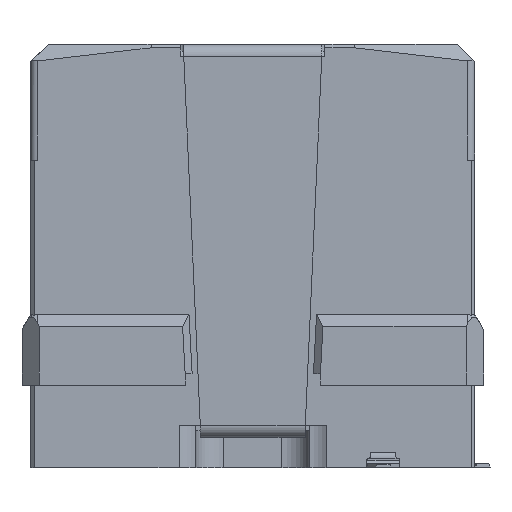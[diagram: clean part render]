
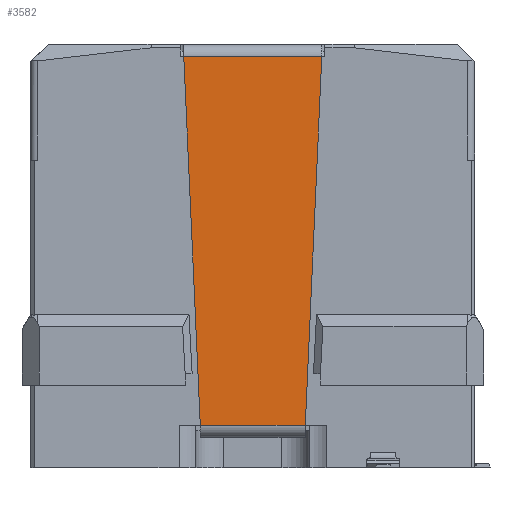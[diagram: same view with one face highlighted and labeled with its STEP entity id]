
A CAD part, left-side view. The second image highlights one B-rep face of the part: STEP entity #3582.
In plain terms, the highlighted planar face has unit normal (-1, 0, 0).
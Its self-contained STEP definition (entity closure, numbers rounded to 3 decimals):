
#140 = DIRECTION ( 'NONE',  ( 0., 1., 0. ) ) ;
#331 = EDGE_CURVE ( 'NONE', #33337, #24097, #10213, .T. ) ;
#818 = CARTESIAN_POINT ( 'NONE',  ( -7.75, 0.98, 11.76 ) ) ;
#822 = VERTEX_POINT ( 'NONE', #17429 ) ;
#1819 = EDGE_CURVE ( 'NONE', #13332, #24097, #10538, .T. ) ;
#2487 = VECTOR ( 'NONE', #27716, 1000. ) ;
#2621 = CARTESIAN_POINT ( 'NONE',  ( -7.75, 5.53, 7.874 ) ) ;
#3582 = ADVANCED_FACE ( 'NONE', ( #27014 ), #6585, .F. ) ;
#4919 = DIRECTION ( 'NONE',  ( 0., -0.045, -0.999 ) ) ;
#5787 = VECTOR ( 'NONE', #140, 1000. ) ;
#6386 = ORIENTED_EDGE ( 'NONE', *, *, #10792, .F. ) ;
#6585 = PLANE ( 'NONE',  #10131 ) ;
#7589 = CARTESIAN_POINT ( 'NONE',  ( -7.75, 1.928, 7.917 ) ) ;
#7984 = LINE ( 'NONE', #17126, #2487 ) ;
#8108 = DIRECTION ( 'NONE',  ( 0., 0.045, 0.999 ) ) ;
#8644 = EDGE_LOOP ( 'NONE', ( #30205, #13788, #30811, #11188, #13760, #6386, #26560, #14104 ) ) ;
#8829 = VECTOR ( 'NONE', #10463, 1000. ) ;
#8850 = EDGE_CURVE ( 'NONE', #822, #13549, #19873, .T. ) ;
#8906 = EDGE_CURVE ( 'NONE', #32480, #11144, #7984, .T. ) ;
#9020 = DIRECTION ( 'NONE',  ( 0., 0.045, 0.999 ) ) ;
#9055 = EDGE_CURVE ( 'NONE', #32480, #15497, #10550, .T. ) ;
#10131 = AXIS2_PLACEMENT_3D ( 'NONE', #12057, #25715, #34176 ) ;
#10213 = LINE ( 'NONE', #16745, #18711 ) ;
#10463 = DIRECTION ( 'NONE',  ( 0., -0.045, 0.999 ) ) ;
#10538 = LINE ( 'NONE', #29432, #12238 ) ;
#10550 = LINE ( 'NONE', #7589, #8829 ) ;
#10792 = EDGE_CURVE ( 'NONE', #822, #15497, #17463, .T. ) ;
#11144 = VERTEX_POINT ( 'NONE', #30817 ) ;
#11188 = ORIENTED_EDGE ( 'NONE', *, *, #8906, .F. ) ;
#12057 = CARTESIAN_POINT ( 'NONE',  ( -7.75, 0.98, 7.874 ) ) ;
#12238 = VECTOR ( 'NONE', #4919, 1000. ) ;
#12291 = CARTESIAN_POINT ( 'NONE',  ( -7.75, 1.756, 11.76 ) ) ;
#13042 = LINE ( 'NONE', #16456, #5787 ) ;
#13332 = VERTEX_POINT ( 'NONE', #13804 ) ;
#13549 = VERTEX_POINT ( 'NONE', #18189 ) ;
#13760 = ORIENTED_EDGE ( 'NONE', *, *, #9055, .T. ) ;
#13788 = ORIENTED_EDGE ( 'NONE', *, *, #331, .F. ) ;
#13804 = CARTESIAN_POINT ( 'NONE',  ( -7.75, 5.53, 7.874 ) ) ;
#14104 = ORIENTED_EDGE ( 'NONE', *, *, #22601, .F. ) ;
#14461 = LINE ( 'NONE', #2621, #20420 ) ;
#15268 = VECTOR ( 'NONE', #24971, 1000. ) ;
#15497 = VERTEX_POINT ( 'NONE', #26745 ) ;
#15697 = CARTESIAN_POINT ( 'NONE',  ( -7.75, 2.057, 5.044 ) ) ;
#16456 = CARTESIAN_POINT ( 'NONE',  ( -7.75, 0.98, 1.21 ) ) ;
#16745 = CARTESIAN_POINT ( 'NONE',  ( -7.75, 5.231, 1.21 ) ) ;
#17126 = CARTESIAN_POINT ( 'NONE',  ( -7.75, 2.057, 5.044 ) ) ;
#17429 = CARTESIAN_POINT ( 'NONE',  ( -7.75, 1.756, 11.76 ) ) ;
#17463 = LINE ( 'NONE', #12291, #31952 ) ;
#18189 = CARTESIAN_POINT ( 'NONE',  ( -7.75, 5.704, 11.76 ) ) ;
#18711 = VECTOR ( 'NONE', #9020, 1000. ) ;
#19873 = LINE ( 'NONE', #818, #15268 ) ;
#20420 = VECTOR ( 'NONE', #8108, 1000. ) ;
#22601 = EDGE_CURVE ( 'NONE', #13332, #13549, #14461, .T. ) ;
#24097 = VERTEX_POINT ( 'NONE', #25320 ) ;
#24166 = CARTESIAN_POINT ( 'NONE',  ( -7.75, 5.231, 1.21 ) ) ;
#24971 = DIRECTION ( 'NONE',  ( 0., 1., 0. ) ) ;
#25187 = EDGE_CURVE ( 'NONE', #11144, #33337, #13042, .T. ) ;
#25320 = CARTESIAN_POINT ( 'NONE',  ( -7.75, 5.403, 5.044 ) ) ;
#25715 = DIRECTION ( 'NONE',  ( 1., 0., 0. ) ) ;
#26169 = DIRECTION ( 'NONE',  ( 0., 0.045, -0.999 ) ) ;
#26560 = ORIENTED_EDGE ( 'NONE', *, *, #8850, .T. ) ;
#26745 = CARTESIAN_POINT ( 'NONE',  ( -7.75, 1.93, 7.874 ) ) ;
#27014 = FACE_OUTER_BOUND ( 'NONE', #8644, .T. ) ;
#27716 = DIRECTION ( 'NONE',  ( 0., 0.045, -0.999 ) ) ;
#29432 = CARTESIAN_POINT ( 'NONE',  ( -7.75, 5.521, 7.67 ) ) ;
#30205 = ORIENTED_EDGE ( 'NONE', *, *, #1819, .T. ) ;
#30811 = ORIENTED_EDGE ( 'NONE', *, *, #25187, .F. ) ;
#30817 = CARTESIAN_POINT ( 'NONE',  ( -7.75, 2.229, 1.21 ) ) ;
#31952 = VECTOR ( 'NONE', #26169, 1000. ) ;
#32480 = VERTEX_POINT ( 'NONE', #15697 ) ;
#33337 = VERTEX_POINT ( 'NONE', #24166 ) ;
#34176 = DIRECTION ( 'NONE',  ( 0., 0., 1. ) ) ;
